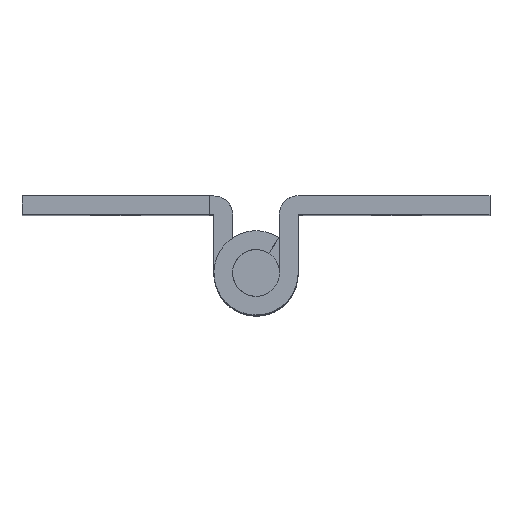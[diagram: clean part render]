
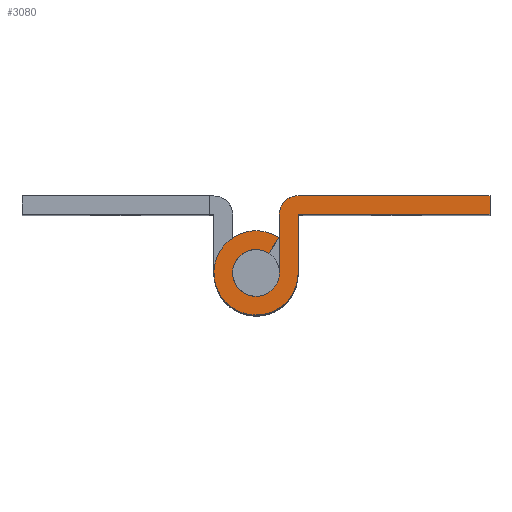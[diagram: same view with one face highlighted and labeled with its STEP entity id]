
A CAD part, top view. The second image highlights one B-rep face of the part: STEP entity #3080.
In plain terms, the highlighted free-form (B-spline) face has degree [1, 1] with [2, 2] control points.
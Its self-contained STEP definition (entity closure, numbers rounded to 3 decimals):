
#2974=CARTESIAN_POINT('',(-4.777,-4.109,60.0));
#2975=CARTESIAN_POINT('',(21.179,-4.109,60.0));
#2976=CARTESIAN_POINT('',(-4.777,7.109,60.0));
#2977=CARTESIAN_POINT('',(21.179,7.109,60.0));
#2978=B_SPLINE_SURFACE_WITH_KNOTS('',1,1,((#2974,#2976),(#2975,#2977)),.UNSPECIFIED.,.F.,.F.,.U.,(2,2),(2,2),(0.0,25.956),(0.0,11.219),.UNSPECIFIED.);
#2979=CARTESIAN_POINT('',(20.,6.6,60.0));
#2980=VERTEX_POINT('',#2979);
#2981=CARTESIAN_POINT('',(3.6,6.6,60.0));
#2982=VERTEX_POINT('',#2981);
#2983=CARTESIAN_POINT('',(20.,6.6,60.0));
#2984=CARTESIAN_POINT('',(3.6,6.6,60.0));
#2985=QUASI_UNIFORM_CURVE('',1,(#2983,#2984),.UNSPECIFIED.,.F.,.U.);
#2986=EDGE_CURVE('',#2980,#2982,#2985,.T.);
#2987=ORIENTED_EDGE('',*,*,#2986,.T.);
#2988=CARTESIAN_POINT('',(2.0,5.,60.0));
#2989=VERTEX_POINT('',#2988);
#2990=CARTESIAN_POINT('',(3.6,6.6,60.0));
#2991=CARTESIAN_POINT('',(2.,6.6,60.0));
#2992=CARTESIAN_POINT('',(2.0,5.,60.0));
#3000=(BOUNDED_CURVE()B_SPLINE_CURVE(2,(#2990,#2991,#2992),.UNSPECIFIED.,.F.,.U.)CURVE()GEOMETRIC_REPRESENTATION_ITEM()QUASI_UNIFORM_CURVE()RATIONAL_B_SPLINE_CURVE((1.0,0.707,1.0))REPRESENTATION_ITEM(''));
#3001=EDGE_CURVE('',#2982,#2989,#3000,.T.);
#3002=ORIENTED_EDGE('',*,*,#3001,.T.);
#3003=CARTESIAN_POINT('',(2.0,0.0,60.0));
#3004=VERTEX_POINT('',#3003);
#3005=CARTESIAN_POINT('',(2.0,5.,60.0));
#3006=CARTESIAN_POINT('',(2.0,0.0,60.0));
#3007=QUASI_UNIFORM_CURVE('',1,(#3005,#3006),.UNSPECIFIED.,.F.,.U.);
#3008=EDGE_CURVE('',#2989,#3004,#3007,.T.);
#3009=ORIENTED_EDGE('',*,*,#3008,.T.);
#3010=CARTESIAN_POINT('',(1.083,1.681,60.0));
#3011=VERTEX_POINT('',#3010);
#3012=CARTESIAN_POINT('',(2.0,0.0,60.0));
#3013=CARTESIAN_POINT('',(2.,-1.554,60.0));
#3014=CARTESIAN_POINT('',(0.494,-1.938,60.0));
#3015=CARTESIAN_POINT('',(-1.012,-2.322,60.0));
#3016=CARTESIAN_POINT('',(-1.756,-0.957,60.0));
#3017=CARTESIAN_POINT('',(-2.5,0.407,60.0));
#3018=CARTESIAN_POINT('',(-1.361,1.465,60.0));
#3019=CARTESIAN_POINT('',(-0.223,2.523,60.0));
#3020=CARTESIAN_POINT('',(1.083,1.681,60.0));
#3028=(BOUNDED_CURVE()B_SPLINE_CURVE(2,(#3012,#3013,#3014,#3015,#3016,#3017,#3018,#3019,#3020),.UNSPECIFIED.,.F.,.U.)B_SPLINE_CURVE_WITH_KNOTS((3,2,2,2,3),(0.0,0.25,0.5,0.75,1.0),.UNSPECIFIED.)CURVE()GEOMETRIC_REPRESENTATION_ITEM()RATIONAL_B_SPLINE_CURVE((1.0,0.79,1.0,0.79,1.0,0.79,1.0,0.79,1.0))REPRESENTATION_ITEM(''));
#3029=EDGE_CURVE('',#3004,#3011,#3028,.T.);
#3030=ORIENTED_EDGE('',*,*,#3029,.T.);
#3031=CARTESIAN_POINT('',(1.95,3.026,60.0));
#3032=VERTEX_POINT('',#3031);
#3033=CARTESIAN_POINT('',(1.083,1.681,60.0));
#3034=CARTESIAN_POINT('',(1.95,3.026,60.0));
#3035=QUASI_UNIFORM_CURVE('',1,(#3033,#3034),.UNSPECIFIED.,.F.,.U.);
#3036=EDGE_CURVE('',#3011,#3032,#3035,.T.);
#3037=ORIENTED_EDGE('',*,*,#3036,.T.);
#3038=CARTESIAN_POINT('',(3.6,0.0,60.0));
#3039=VERTEX_POINT('',#3038);
#3040=CARTESIAN_POINT('',(3.6,0.0,60.0));
#3041=CARTESIAN_POINT('',(3.6,-2.797,60.0));
#3042=CARTESIAN_POINT('',(0.889,-3.488,60.0));
#3043=CARTESIAN_POINT('',(-1.822,-4.179,60.0));
#3044=CARTESIAN_POINT('',(-3.161,-1.723,60.0));
#3045=CARTESIAN_POINT('',(-4.5,0.733,60.0));
#3046=CARTESIAN_POINT('',(-2.451,2.637,60.0));
#3047=CARTESIAN_POINT('',(-0.402,4.541,60.0));
#3048=CARTESIAN_POINT('',(1.95,3.026,60.0));
#3056=(BOUNDED_CURVE()B_SPLINE_CURVE(2,(#3040,#3041,#3042,#3043,#3044,#3045,#3046,#3047,#3048),.UNSPECIFIED.,.F.,.U.)B_SPLINE_CURVE_WITH_KNOTS((3,2,2,2,3),(0.0,0.25,0.5,0.75,1.0),.UNSPECIFIED.)CURVE()GEOMETRIC_REPRESENTATION_ITEM()RATIONAL_B_SPLINE_CURVE((1.0,0.79,1.0,0.79,1.0,0.79,1.0,0.79,1.0))REPRESENTATION_ITEM(''));
#3057=EDGE_CURVE('',#3039,#3032,#3056,.T.);
#3058=ORIENTED_EDGE('',*,*,#3057,.F.);
#3059=CARTESIAN_POINT('',(3.6,5.,60.0));
#3060=VERTEX_POINT('',#3059);
#3061=CARTESIAN_POINT('',(3.6,0.0,60.0));
#3062=CARTESIAN_POINT('',(3.6,5.,60.0));
#3063=QUASI_UNIFORM_CURVE('',1,(#3061,#3062),.UNSPECIFIED.,.F.,.U.);
#3064=EDGE_CURVE('',#3039,#3060,#3063,.T.);
#3065=ORIENTED_EDGE('',*,*,#3064,.T.);
#3066=CARTESIAN_POINT('',(20.,5.,60.0));
#3067=VERTEX_POINT('',#3066);
#3068=CARTESIAN_POINT('',(3.6,5.,60.0));
#3069=CARTESIAN_POINT('',(20.,5.,60.0));
#3070=QUASI_UNIFORM_CURVE('',1,(#3068,#3069),.UNSPECIFIED.,.F.,.U.);
#3071=EDGE_CURVE('',#3060,#3067,#3070,.T.);
#3072=ORIENTED_EDGE('',*,*,#3071,.T.);
#3073=CARTESIAN_POINT('',(20.,5.,60.0));
#3074=CARTESIAN_POINT('',(20.,6.6,60.0));
#3075=QUASI_UNIFORM_CURVE('',1,(#3073,#3074),.UNSPECIFIED.,.F.,.U.);
#3076=EDGE_CURVE('',#3067,#2980,#3075,.T.);
#3077=ORIENTED_EDGE('',*,*,#3076,.T.);
#3078=EDGE_LOOP('',(#2987,#3002,#3009,#3030,#3037,#3058,#3065,#3072,#3077));
#3079=FACE_OUTER_BOUND('',#3078,.T.);
#3080=ADVANCED_FACE('',(#3079),#2978,.T.);
